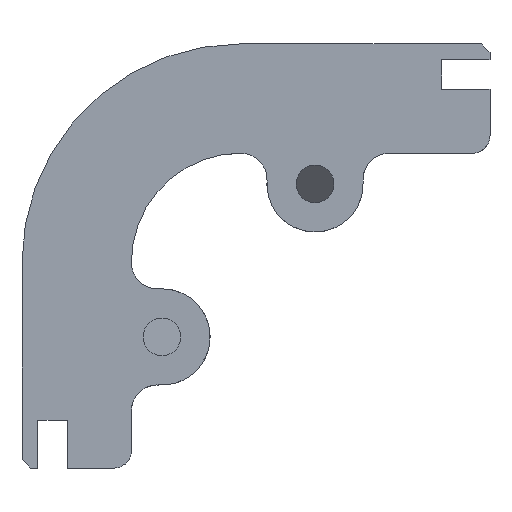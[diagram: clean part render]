
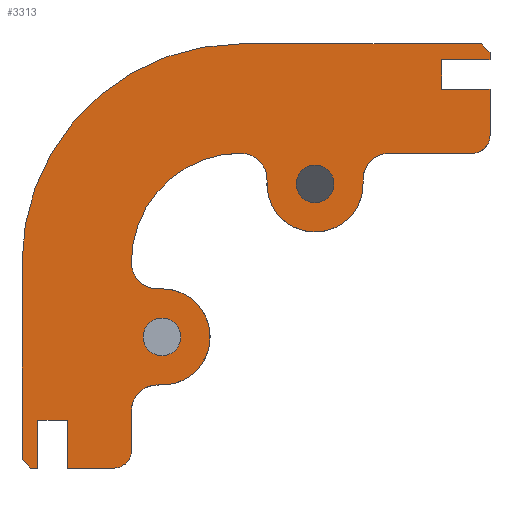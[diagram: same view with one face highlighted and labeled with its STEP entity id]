
A CAD part, front view. The second image highlights one B-rep face of the part: STEP entity #3313.
In plain terms, the highlighted planar face has unit normal (0, -1, 0).
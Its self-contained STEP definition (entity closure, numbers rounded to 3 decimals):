
#29=FACE_BOUND('',#528,.T.);
#30=FACE_BOUND('',#529,.T.);
#148=PLANE('',#3577);
#341=FACE_OUTER_BOUND('',#527,.T.);
#527=EDGE_LOOP('',(#3005,#3006,#3007,#3008,#3009,#3010,#3011,#3012,#3013,
#3014,#3015,#3016,#3017,#3018,#3019,#3020,#3021,#3022,#3023,#3024,#3025,
#3026,#3027,#3028,#3029,#3030));
#528=EDGE_LOOP('',(#3031));
#529=EDGE_LOOP('',(#3032));
#894=LINE('',#5354,#1282);
#901=LINE('',#5387,#1289);
#904=LINE('',#5395,#1292);
#906=LINE('',#5399,#1294);
#908=LINE('',#5403,#1296);
#910=LINE('',#5408,#1298);
#911=LINE('',#5410,#1299);
#912=LINE('',#5412,#1300);
#913=LINE('',#5414,#1301);
#914=LINE('',#5416,#1302);
#915=LINE('',#5418,#1303);
#916=LINE('',#5422,#1304);
#917=LINE('',#5424,#1305);
#918=LINE('',#5426,#1306);
#919=LINE('',#5427,#1307);
#920=LINE('',#5432,#1308);
#1282=VECTOR('',#4380,1000.);
#1289=VECTOR('',#4405,1000.);
#1292=VECTOR('',#4414,1000.);
#1294=VECTOR('',#4418,1000.);
#1296=VECTOR('',#4422,1000.);
#1298=VECTOR('',#4426,1000.);
#1299=VECTOR('',#4427,1000.);
#1300=VECTOR('',#4428,1000.);
#1301=VECTOR('',#4429,1000.);
#1302=VECTOR('',#4430,1000.);
#1303=VECTOR('',#4431,1000.);
#1304=VECTOR('',#4434,1000.);
#1305=VECTOR('',#4435,1000.);
#1306=VECTOR('',#4436,1000.);
#1307=VECTOR('',#4437,1000.);
#1308=VECTOR('',#4444,1000.);
#1377=CIRCLE('',#3561,2.);
#1378=CIRCLE('',#3564,3.);
#1379=CIRCLE('',#3566,5.5);
#1380=CIRCLE('',#3568,12.5);
#1381=CIRCLE('',#3570,3.);
#1382=CIRCLE('',#3573,2.);
#1383=CIRCLE('',#3578,25.);
#1384=CIRCLE('',#3579,3.);
#1385=CIRCLE('',#3580,5.5);
#1386=CIRCLE('',#3581,3.);
#1387=CIRCLE('',#3582,2.15);
#1388=CIRCLE('',#3583,2.15);
#1671=VERTEX_POINT('',#5346);
#1672=VERTEX_POINT('',#5348);
#1673=VERTEX_POINT('',#5352);
#1674=VERTEX_POINT('',#5356);
#1675=VERTEX_POINT('',#5360);
#1676=VERTEX_POINT('',#5364);
#1679=VERTEX_POINT('',#5376);
#1680=VERTEX_POINT('',#5380);
#1681=VERTEX_POINT('',#5384);
#1682=VERTEX_POINT('',#5386);
#1683=VERTEX_POINT('',#5390);
#1684=VERTEX_POINT('',#5394);
#1685=VERTEX_POINT('',#5398);
#1686=VERTEX_POINT('',#5402);
#1687=VERTEX_POINT('',#5406);
#1688=VERTEX_POINT('',#5407);
#1689=VERTEX_POINT('',#5409);
#1690=VERTEX_POINT('',#5411);
#1691=VERTEX_POINT('',#5413);
#1692=VERTEX_POINT('',#5415);
#1693=VERTEX_POINT('',#5417);
#1694=VERTEX_POINT('',#5419);
#1695=VERTEX_POINT('',#5421);
#1696=VERTEX_POINT('',#5423);
#1697=VERTEX_POINT('',#5425);
#1698=VERTEX_POINT('',#5428);
#1699=VERTEX_POINT('',#5433);
#1700=VERTEX_POINT('',#5435);
#2114=EDGE_CURVE('',#1671,#1672,#1377,.T.);
#2117=EDGE_CURVE('',#1672,#1673,#894,.T.);
#2119=EDGE_CURVE('',#1673,#1674,#1378,.T.);
#2120=EDGE_CURVE('',#1674,#1675,#1379,.T.);
#2126=EDGE_CURVE('',#1679,#1676,#1380,.T.);
#2128=EDGE_CURVE('',#1676,#1680,#1381,.T.);
#2130=EDGE_CURVE('',#1681,#1682,#901,.T.);
#2133=EDGE_CURVE('',#1682,#1683,#1382,.T.);
#2134=EDGE_CURVE('',#1683,#1684,#904,.T.);
#2136=EDGE_CURVE('',#1684,#1685,#906,.T.);
#2138=EDGE_CURVE('',#1685,#1686,#908,.T.);
#2140=EDGE_CURVE('',#1687,#1688,#910,.T.);
#2141=EDGE_CURVE('',#1689,#1687,#911,.T.);
#2142=EDGE_CURVE('',#1690,#1689,#912,.T.);
#2143=EDGE_CURVE('',#1690,#1691,#913,.T.);
#2144=EDGE_CURVE('',#1692,#1691,#914,.T.);
#2145=EDGE_CURVE('',#1693,#1692,#915,.T.);
#2146=EDGE_CURVE('',#1694,#1693,#1383,.T.);
#2147=EDGE_CURVE('',#1695,#1694,#916,.T.);
#2148=EDGE_CURVE('',#1696,#1695,#917,.T.);
#2149=EDGE_CURVE('',#1696,#1697,#918,.T.);
#2150=EDGE_CURVE('',#1686,#1697,#919,.T.);
#2151=EDGE_CURVE('',#1698,#1681,#1384,.T.);
#2152=EDGE_CURVE('',#1680,#1698,#1385,.T.);
#2153=EDGE_CURVE('',#1675,#1679,#1386,.T.);
#2154=EDGE_CURVE('',#1688,#1671,#920,.T.);
#2155=EDGE_CURVE('',#1699,#1699,#1387,.T.);
#2156=EDGE_CURVE('',#1700,#1700,#1388,.T.);
#3005=ORIENTED_EDGE('',*,*,#2140,.F.);
#3006=ORIENTED_EDGE('',*,*,#2141,.F.);
#3007=ORIENTED_EDGE('',*,*,#2142,.F.);
#3008=ORIENTED_EDGE('',*,*,#2143,.T.);
#3009=ORIENTED_EDGE('',*,*,#2144,.F.);
#3010=ORIENTED_EDGE('',*,*,#2145,.F.);
#3011=ORIENTED_EDGE('',*,*,#2146,.F.);
#3012=ORIENTED_EDGE('',*,*,#2147,.F.);
#3013=ORIENTED_EDGE('',*,*,#2148,.F.);
#3014=ORIENTED_EDGE('',*,*,#2149,.T.);
#3015=ORIENTED_EDGE('',*,*,#2150,.F.);
#3016=ORIENTED_EDGE('',*,*,#2138,.F.);
#3017=ORIENTED_EDGE('',*,*,#2136,.F.);
#3018=ORIENTED_EDGE('',*,*,#2134,.F.);
#3019=ORIENTED_EDGE('',*,*,#2133,.F.);
#3020=ORIENTED_EDGE('',*,*,#2130,.F.);
#3021=ORIENTED_EDGE('',*,*,#2151,.F.);
#3022=ORIENTED_EDGE('',*,*,#2152,.F.);
#3023=ORIENTED_EDGE('',*,*,#2128,.F.);
#3024=ORIENTED_EDGE('',*,*,#2126,.F.);
#3025=ORIENTED_EDGE('',*,*,#2153,.F.);
#3026=ORIENTED_EDGE('',*,*,#2120,.F.);
#3027=ORIENTED_EDGE('',*,*,#2119,.F.);
#3028=ORIENTED_EDGE('',*,*,#2117,.F.);
#3029=ORIENTED_EDGE('',*,*,#2114,.F.);
#3030=ORIENTED_EDGE('',*,*,#2154,.F.);
#3031=ORIENTED_EDGE('',*,*,#2155,.F.);
#3032=ORIENTED_EDGE('',*,*,#2156,.F.);
#3313=ADVANCED_FACE('',(#341,#29,#30),#148,.F.);
#3561=AXIS2_PLACEMENT_3D('',#5349,#4374,#4375);
#3564=AXIS2_PLACEMENT_3D('',#5358,#4384,#4385);
#3566=AXIS2_PLACEMENT_3D('',#5361,#4388,#4389);
#3568=AXIS2_PLACEMENT_3D('',#5378,#4395,#4396);
#3570=AXIS2_PLACEMENT_3D('',#5382,#4400,#4401);
#3573=AXIS2_PLACEMENT_3D('',#5392,#4410,#4411);
#3577=AXIS2_PLACEMENT_3D('',#5405,#4424,#4425);
#3578=AXIS2_PLACEMENT_3D('',#5420,#4432,#4433);
#3579=AXIS2_PLACEMENT_3D('',#5429,#4438,#4439);
#3580=AXIS2_PLACEMENT_3D('',#5430,#4440,#4441);
#3581=AXIS2_PLACEMENT_3D('',#5431,#4442,#4443);
#3582=AXIS2_PLACEMENT_3D('',#5434,#4445,#4446);
#3583=AXIS2_PLACEMENT_3D('',#5436,#4447,#4448);
#4374=DIRECTION('center_axis',(0.,1.,0.));
#4375=DIRECTION('ref_axis',(0.,0.,-1.));
#4380=DIRECTION('',(-1.,0.,0.));
#4384=DIRECTION('center_axis',(0.,-1.,0.));
#4385=DIRECTION('ref_axis',(0.,0.,1.));
#4388=DIRECTION('center_axis',(0.,1.,0.));
#4389=DIRECTION('ref_axis',(0.,0.,1.));
#4395=DIRECTION('center_axis',(0.,-1.,0.));
#4396=DIRECTION('ref_axis',(0.,0.,-1.));
#4400=DIRECTION('center_axis',(0.,-1.,0.));
#4401=DIRECTION('ref_axis',(0.,0.,1.));
#4405=DIRECTION('',(0.,0.,-1.));
#4410=DIRECTION('center_axis',(0.,1.,0.));
#4411=DIRECTION('ref_axis',(0.,0.,1.));
#4414=DIRECTION('',(-1.,0.,0.));
#4418=DIRECTION('',(0.,0.,1.));
#4422=DIRECTION('',(-1.,0.,0.));
#4424=DIRECTION('center_axis',(0.,1.,0.));
#4425=DIRECTION('ref_axis',(0.,0.,1.));
#4426=DIRECTION('',(1.,0.,0.));
#4427=DIRECTION('',(0.,0.,-1.));
#4428=DIRECTION('',(-1.,0.,0.));
#4429=DIRECTION('',(0.,0.,1.));
#4430=DIRECTION('',(0.707,0.,-0.707));
#4431=DIRECTION('',(1.,0.,0.));
#4432=DIRECTION('center_axis',(0.,1.,0.));
#4433=DIRECTION('ref_axis',(0.,0.,-1.));
#4434=DIRECTION('',(0.,0.,1.));
#4435=DIRECTION('',(-0.707,0.,0.707));
#4436=DIRECTION('',(1.,0.,0.));
#4437=DIRECTION('',(0.,0.,-1.));
#4438=DIRECTION('center_axis',(0.,-1.,0.));
#4439=DIRECTION('ref_axis',(0.,0.,1.));
#4440=DIRECTION('center_axis',(0.,1.,0.));
#4441=DIRECTION('ref_axis',(0.,0.,1.));
#4442=DIRECTION('center_axis',(0.,-1.,0.));
#4443=DIRECTION('ref_axis',(0.,0.,1.));
#4444=DIRECTION('',(0.,0.,-1.));
#4445=DIRECTION('center_axis',(0.,-1.,0.));
#4446=DIRECTION('ref_axis',(0.,0.,1.));
#4447=DIRECTION('center_axis',(0.,-1.,0.));
#4448=DIRECTION('ref_axis',(0.,0.,1.));
#5346=CARTESIAN_POINT('',(53.5,0.,-10.5));
#5348=CARTESIAN_POINT('',(51.5,0.,-12.5));
#5349=CARTESIAN_POINT('Origin',(51.5,0.,-10.5));
#5352=CARTESIAN_POINT('',(41.985,0.,-12.5));
#5354=CARTESIAN_POINT('',(25.,0.,-12.5));
#5356=CARTESIAN_POINT('',(38.99,0.,-15.676));
#5358=CARTESIAN_POINT('Origin',(41.985,0.,-15.5));
#5360=CARTESIAN_POINT('',(28.01,0.,-15.676));
#5361=CARTESIAN_POINT('Origin',(33.5,0.,-16.));
#5364=CARTESIAN_POINT('',(12.5,0.,-25.006));
#5376=CARTESIAN_POINT('',(25.009,0.,-12.5));
#5378=CARTESIAN_POINT('Origin',(25.,0.,-25.));
#5380=CARTESIAN_POINT('',(15.676,0.,-28.01));
#5382=CARTESIAN_POINT('Origin',(15.5,0.,-25.015));
#5384=CARTESIAN_POINT('',(12.5,0.,-41.985));
#5386=CARTESIAN_POINT('',(12.5,0.,-46.5));
#5387=CARTESIAN_POINT('',(12.5,0.,-25.));
#5390=CARTESIAN_POINT('',(10.5,0.,-48.5));
#5392=CARTESIAN_POINT('Origin',(10.5,0.,-46.5));
#5394=CARTESIAN_POINT('',(5.2,0.,-48.5));
#5395=CARTESIAN_POINT('',(25.,0.,-48.5));
#5398=CARTESIAN_POINT('',(5.2,0.,-43.));
#5399=CARTESIAN_POINT('',(5.2,0.,-25.));
#5402=CARTESIAN_POINT('',(1.8,0.,-43.));
#5403=CARTESIAN_POINT('',(25.,0.,-43.));
#5405=CARTESIAN_POINT('Origin',(25.,0.,-25.));
#5406=CARTESIAN_POINT('',(48.,0.,-5.2));
#5407=CARTESIAN_POINT('',(53.5,0.,-5.2));
#5408=CARTESIAN_POINT('',(25.,0.,-5.2));
#5409=CARTESIAN_POINT('',(48.,0.,-1.8));
#5410=CARTESIAN_POINT('',(48.,0.,-25.));
#5411=CARTESIAN_POINT('',(53.5,0.,-1.8));
#5412=CARTESIAN_POINT('',(25.,0.,-1.8));
#5413=CARTESIAN_POINT('',(53.5,0.,-1.));
#5414=CARTESIAN_POINT('',(53.5,0.,-12.5));
#5415=CARTESIAN_POINT('',(52.5,0.,0.));
#5416=CARTESIAN_POINT('',(53.,0.,-0.5));
#5417=CARTESIAN_POINT('',(25.,0.,0.));
#5418=CARTESIAN_POINT('',(25.,0.,0.));
#5419=CARTESIAN_POINT('',(0.,0.,-25.));
#5420=CARTESIAN_POINT('Origin',(25.,0.,-25.));
#5421=CARTESIAN_POINT('',(0.,0.,-47.5));
#5422=CARTESIAN_POINT('',(0.,0.,-25.));
#5423=CARTESIAN_POINT('',(1.,0.,-48.5));
#5424=CARTESIAN_POINT('',(0.5,0.,-48.));
#5425=CARTESIAN_POINT('',(1.8,0.,-48.5));
#5426=CARTESIAN_POINT('',(0.,0.,-48.5));
#5427=CARTESIAN_POINT('',(1.8,0.,-25.));
#5428=CARTESIAN_POINT('',(15.676,0.,-38.99));
#5429=CARTESIAN_POINT('Origin',(15.5,0.,-41.985));
#5430=CARTESIAN_POINT('Origin',(16.,0.,-33.5));
#5431=CARTESIAN_POINT('Origin',(25.015,0.,-15.5));
#5432=CARTESIAN_POINT('',(53.5,0.,-25.));
#5433=CARTESIAN_POINT('',(16.,0.,-35.65));
#5434=CARTESIAN_POINT('Origin',(16.,0.,-33.5));
#5435=CARTESIAN_POINT('',(33.5,0.,-18.15));
#5436=CARTESIAN_POINT('Origin',(33.5,0.,-16.));
